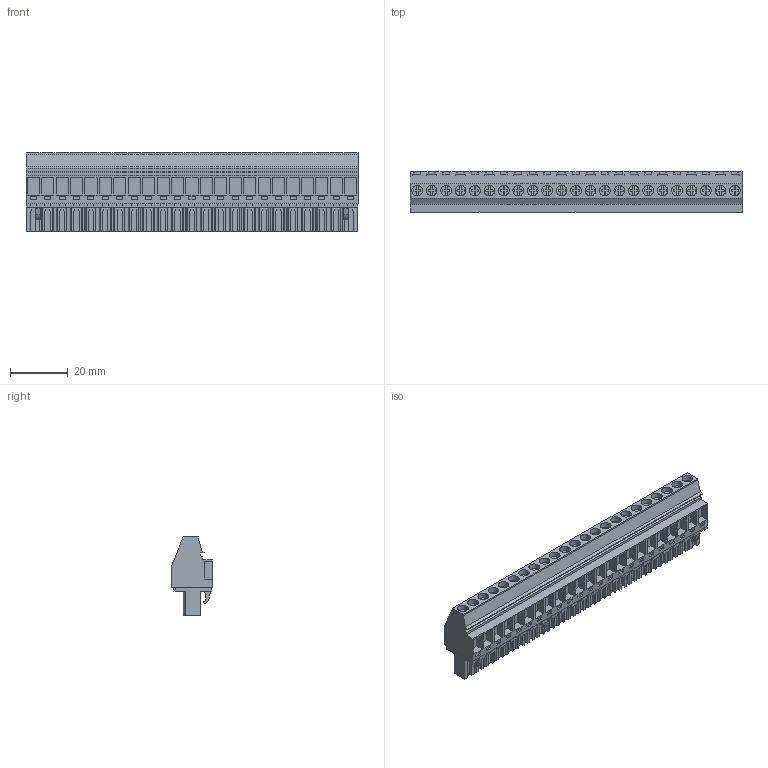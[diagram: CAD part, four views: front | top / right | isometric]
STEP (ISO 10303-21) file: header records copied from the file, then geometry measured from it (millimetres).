
FILE_DESCRIPTION(('CATIA V5 STEP Exchange','CAx-IF Rec.Pracs.--- Model Styling and Organization---1.2---2011-12-15'),'2;1');
FILE_NAME ('D1460440_0_1958670000_1958670000.stp','2017-09-20T15:19:10+00:00',('none'),('Weidmueller'),'CATIA Version 5-6 Release 2014','CATIA V5 STEP AP214','none');
FILE_SCHEMA(('AUTOMOTIVE_DESIGN { 1 0 10303 214 1 1 1 1 }'));
Length unit declared in the file: millimetre
Products named in the file (1): 1958670000
Bounding box: 115 x 14.05 x 27.2 mm (x, y, z)
Volume: 26190.9 mm3; surface area: 14905.8 mm2
Topology: 24 solids, 24 shells, 1449 faces, 3991 edges, 2683 vertices
Faces by surface type: plane 1234, cylinder 205, extrusion 10
Entity records: 42023 total; most frequent: ORIENTED_EDGE 7982, CARTESIAN_POINT 7660, DIRECTION 5531, EDGE_CURVE 3991, VECTOR 3471, LINE 3461, VERTEX_POINT 2683, EDGE_LOOP 1542
